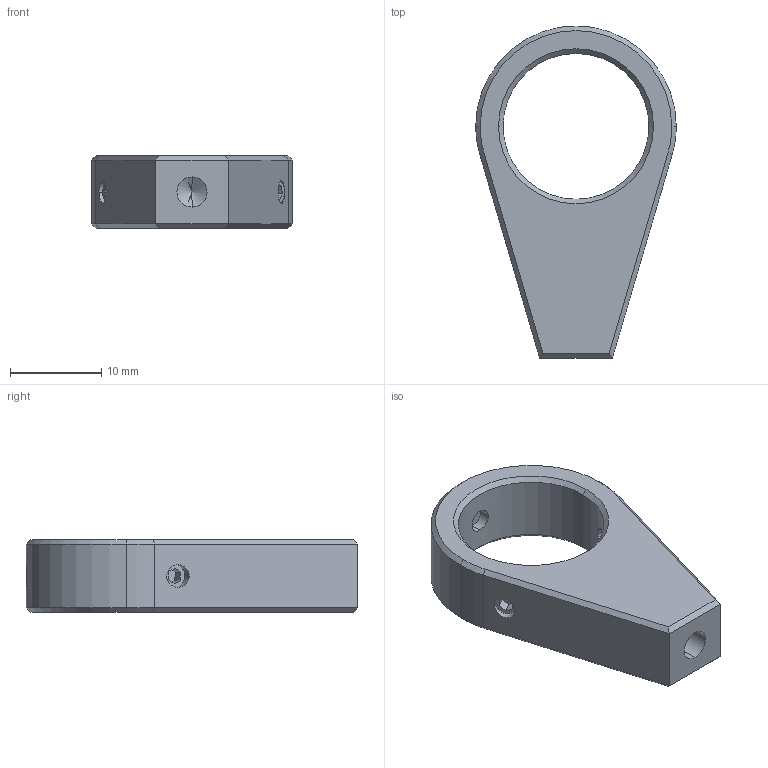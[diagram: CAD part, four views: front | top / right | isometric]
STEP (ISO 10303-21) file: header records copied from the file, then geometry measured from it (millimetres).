
FILE_DESCRIPTION (( 'STEP AP203' ), '1' );
FILE_NAME ('Web Model 13791_13791.step', '2019-10-31T13:12:56', ( '' ), ( '' ), 'SwSTEP 2.0', 'SolidWorks 2018', '' );
FILE_SCHEMA (( 'CONFIG_CONTROL_DESIGN' ));
Length unit declared in the file: millimetre
Products named in the file (1): Web Model 13791_13791
Bounding box: 22 x 36.4 x 8 mm (x, y, z)
Volume: 2925.7 mm3; surface area: 2081.2 mm2
Topology: 4 solids, 4 shells, 81 faces, 180 edges, 109 vertices
Faces by surface type: plane 38, cone 24, cylinder 19
Entity records: 2417 total; most frequent: CARTESIAN_POINT 539, DIRECTION 378, ORIENTED_EDGE 356, EDGE_CURVE 178, AXIS2_PLACEMENT_3D 130, VECTOR 118, LINE 118, VERTEX_POINT 109
